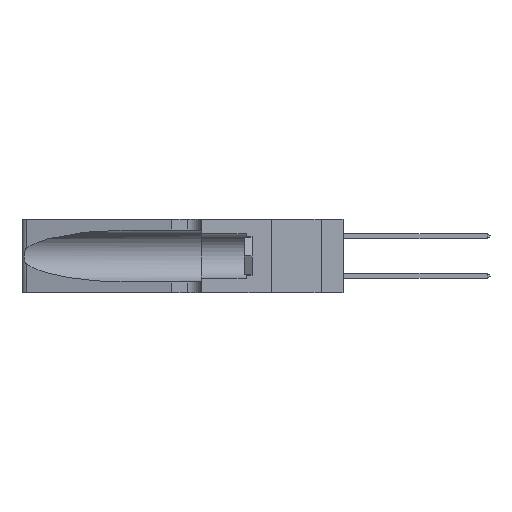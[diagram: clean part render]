
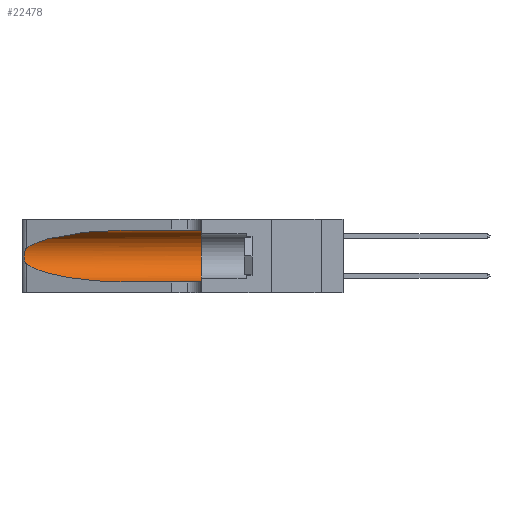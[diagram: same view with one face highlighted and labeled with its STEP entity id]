
A CAD part, left-side view. The second image highlights one B-rep face of the part: STEP entity #22478.
In plain terms, the highlighted cylindrical face has radius 3.308 mm (diameter 6.617 mm), a partial arc.
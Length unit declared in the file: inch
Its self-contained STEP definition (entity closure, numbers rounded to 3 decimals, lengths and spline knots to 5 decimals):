
#1892 = DIRECTION ( 'NONE',  ( 0., 0., -1. ) ) ;
#2753 = EDGE_LOOP ( 'NONE', ( #17790, #39140, #20653, #31164, #36464, #9020 ) ) ;
#2789 = VERTEX_POINT ( 'NONE', #27519 ) ;
#2837 = CARTESIAN_POINT ( 'NONE',  ( 0.26017, 1.23833, 0.17102 ) ) ;
#3725 = FACE_OUTER_BOUND ( 'NONE', #2753, .T. ) ;
#4292 = DIRECTION ( 'NONE',  ( 0., -1., 0. ) ) ;
#4327 = CARTESIAN_POINT ( 'NONE',  ( 0.18966, 0.96281, 0.31525 ) ) ;
#5013 = EDGE_CURVE ( 'NONE', #43649, #7292, #37539, .T. ) ;
#6656 = VERTEX_POINT ( 'NONE', #10188 ) ;
#6668 = CARTESIAN_POINT ( 'NONE',  ( 0.25789, 1.23486, 0.15765 ) ) ;
#7292 = VERTEX_POINT ( 'NONE', #43760 ) ;
#9020 = ORIENTED_EDGE ( 'NONE', *, *, #44888, .F. ) ;
#9608 = DIRECTION ( 'NONE',  ( 0., -1., 0. ) ) ;
#9762 = CARTESIAN_POINT ( 'NONE',  ( 0.18966, 0.96281, 0.05475 ) ) ;
#9892 = AXIS2_PLACEMENT_3D ( 'NONE', #18095, #44408, #21869 ) ;
#10188 = CARTESIAN_POINT ( 'NONE',  ( 0.25487, 1.22718, 0.22369 ) ) ;
#10379 = CARTESIAN_POINT ( 'NONE',  ( 0.25487, 1.22718, 0.22369 ) ) ;
#10548 = CARTESIAN_POINT ( 'NONE',  ( 0.25555, 1.22993, 0.14849 ) ) ;
#11437 = CARTESIAN_POINT ( 'NONE',  ( 0.1305, 0.35, 0.31525 ) ) ;
#11594 = CARTESIAN_POINT ( 'NONE',  ( 0.1305, 0.35, 0.05475 ) ) ;
#11949 = VECTOR ( 'NONE', #15005, 39.37008 ) ;
#12398 = VECTOR ( 'NONE', #4292, 39.37008 ) ;
#12703 = CYLINDRICAL_SURFACE ( 'NONE', #27328, 0.13025 ) ;
#13568 = CARTESIAN_POINT ( 'NONE',  ( 0.2373, 1.15595, 0.08982 ) ) ;
#14191 = CARTESIAN_POINT ( 'NONE',  ( 0.25555, 1.22994, 0.2215 ) ) ;
#14781 = CARTESIAN_POINT ( 'NONE',  ( 0.25487, 1.22718, 0.14631 ) ) ;
#15005 = DIRECTION ( 'NONE',  ( 0., -1., 0. ) ) ;
#15815 = CARTESIAN_POINT ( 'NONE',  ( 0.1305, 1.61858, 0.05475 ) ) ;
#16360 =( BOUNDED_CURVE ( )  B_SPLINE_CURVE ( 3, ( #42208, #4327, #45955, #23447 ),
 .UNSPECIFIED., .F., .T. ) 
 B_SPLINE_CURVE_WITH_KNOTS ( ( 4, 4 ),
 ( 1.5708, 2.84003 ),
 .UNSPECIFIED. ) 
 CURVE ( )  GEOMETRIC_REPRESENTATION_ITEM ( )  RATIONAL_B_SPLINE_CURVE ( ( 1., 0.87, 0.87, 1. ) ) 
 REPRESENTATION_ITEM ( '' )  );
#16373 = VERTEX_POINT ( 'NONE', #11437 ) ;
#17396 = CARTESIAN_POINT ( 'NONE',  ( 0.1305, 0.72297, 0.05475 ) ) ;
#17790 = ORIENTED_EDGE ( 'NONE', *, *, #31830, .T. ) ;
#18011 = CARTESIAN_POINT ( 'NONE',  ( 0.25787, 1.23484, 0.2124 ) ) ;
#18095 = CARTESIAN_POINT ( 'NONE',  ( 0.1305, 0.35, 0.185 ) ) ;
#18836 = CARTESIAN_POINT ( 'NONE',  ( 0.1305, 1.61858, 0.31525 ) ) ;
#18976 = EDGE_CURVE ( 'NONE', #7292, #26609, #22466, .T. ) ;
#20653 = ORIENTED_EDGE ( 'NONE', *, *, #5013, .T. ) ;
#21412 = EDGE_CURVE ( 'NONE', #16373, #26609, #31662, .T. ) ;
#21791 = CARTESIAN_POINT ( 'NONE',  ( 0.26018, 1.23835, 0.19895 ) ) ;
#21869 = DIRECTION ( 'NONE',  ( 0., 0., 1. ) ) ;
#22466 = LINE ( 'NONE', #15815, #12398 ) ;
#22478 = ADVANCED_FACE ( 'NONE', ( #3725 ), #12703, .F. ) ;
#23447 = CARTESIAN_POINT ( 'NONE',  ( 0.25487, 1.22718, 0.22369 ) ) ;
#25586 = CARTESIAN_POINT ( 'NONE',  ( 0.26075, 1.23896, 0.178 ) ) ;
#26609 = VERTEX_POINT ( 'NONE', #11594 ) ;
#27328 = AXIS2_PLACEMENT_3D ( 'NONE', #39651, #9608, #1892 ) ;
#27519 = CARTESIAN_POINT ( 'NONE',  ( 0.1305, 0.72297, 0.31525 ) ) ;
#29405 = CARTESIAN_POINT ( 'NONE',  ( 0.25856, 1.23593, 0.16098 ) ) ;
#31164 = ORIENTED_EDGE ( 'NONE', *, *, #18976, .T. ) ;
#31662 = CIRCLE ( 'NONE', #9892, 0.13025 ) ;
#31830 = EDGE_CURVE ( 'NONE', #2789, #6656, #16360, .T. ) ;
#32064 = LINE ( 'NONE', #18836, #11949 ) ;
#33175 = CARTESIAN_POINT ( 'NONE',  ( 0.25639, 1.23186, 0.15144 ) ) ;
#36464 = ORIENTED_EDGE ( 'NONE', *, *, #21412, .F. ) ;
#36867 = EDGE_CURVE ( 'NONE', #6656, #43649, #39036, .T. ) ;
#36961 = CARTESIAN_POINT ( 'NONE',  ( 0.25487, 1.22718, 0.14631 ) ) ;
#37539 =( BOUNDED_CURVE ( )  B_SPLINE_CURVE ( 3, ( #39961, #13568, #9762, #17396 ),
 .UNSPECIFIED., .F., .F. ) 
 B_SPLINE_CURVE_WITH_KNOTS ( ( 4, 4 ),
 ( 3.44316, 4.71239 ),
 .UNSPECIFIED. ) 
 CURVE ( )  GEOMETRIC_REPRESENTATION_ITEM ( )  RATIONAL_B_SPLINE_CURVE ( ( 1., 0.87, 0.87, 1. ) ) 
 REPRESENTATION_ITEM ( '' )  );
#39036 = B_SPLINE_CURVE_WITH_KNOTS ( 'NONE', 3,
 ( #10379, #14191, #40573, #18011, #44328, #21791, #48072, #25586, #2837, #29405, #6668, #33175, #10548, #36961 ),
 .UNSPECIFIED., .F., .F.,
 ( 4, 2, 2, 2, 2, 2, 4 ),
 ( 0., 0.00027, 0.00053, 0.00107, 0.0016, 0.00187, 0.00214 ),
 .UNSPECIFIED. ) ;
#39140 = ORIENTED_EDGE ( 'NONE', *, *, #36867, .T. ) ;
#39651 = CARTESIAN_POINT ( 'NONE',  ( 0.1305, 1.61858, 0.185 ) ) ;
#39961 = CARTESIAN_POINT ( 'NONE',  ( 0.25487, 1.22718, 0.14631 ) ) ;
#40573 = CARTESIAN_POINT ( 'NONE',  ( 0.25639, 1.23184, 0.21858 ) ) ;
#42208 = CARTESIAN_POINT ( 'NONE',  ( 0.1305, 0.72297, 0.31525 ) ) ;
#43649 = VERTEX_POINT ( 'NONE', #14781 ) ;
#43760 = CARTESIAN_POINT ( 'NONE',  ( 0.1305, 0.72297, 0.05475 ) ) ;
#44328 = CARTESIAN_POINT ( 'NONE',  ( 0.25854, 1.2359, 0.20912 ) ) ;
#44408 = DIRECTION ( 'NONE',  ( 0., 1., 0. ) ) ;
#44888 = EDGE_CURVE ( 'NONE', #2789, #16373, #32064, .T. ) ;
#45955 = CARTESIAN_POINT ( 'NONE',  ( 0.2373, 1.15595, 0.28018 ) ) ;
#48072 = CARTESIAN_POINT ( 'NONE',  ( 0.26075, 1.23896, 0.19203 ) ) ;
